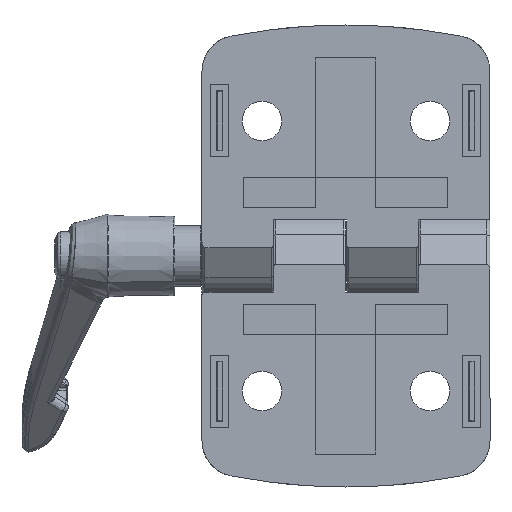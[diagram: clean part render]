
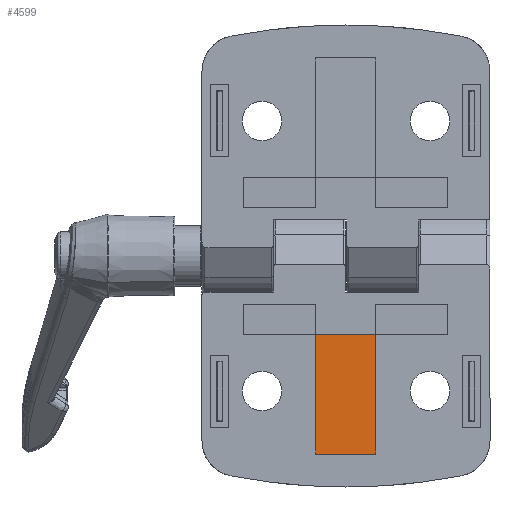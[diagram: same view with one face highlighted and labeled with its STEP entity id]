
A CAD part, front view. The second image highlights one B-rep face of the part: STEP entity #4599.
In plain terms, the highlighted planar face has unit normal (0, -1, 0).
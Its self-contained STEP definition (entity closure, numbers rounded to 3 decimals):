
#4123 = EDGE_LOOP ( 'NONE', ( #5361, #5362, #5363, #5359 ) ) ;
#4193 = VERTEX_POINT ( 'NONE', #13280 ) ;
#4194 = VERTEX_POINT ( 'NONE', #13281 ) ;
#4195 = VERTEX_POINT ( 'NONE', #13282 ) ;
#4196 = VERTEX_POINT ( 'NONE', #13283 ) ;
#4523 = EDGE_CURVE ( 'NONE', #4194, #4193, #14465, .T. ) ;
#4525 = EDGE_CURVE ( 'NONE', #4195, #4194, #14471, .T. ) ;
#4527 = EDGE_CURVE ( 'NONE', #4196, #4195, #14477, .T. ) ;
#4529 = EDGE_CURVE ( 'NONE', #4193, #4196, #14483, .T. ) ;
#4599 = ADVANCED_FACE ( 'NONE', ( #15423 ), #14967, .T. ) ;
#5359 = ORIENTED_EDGE ( 'NONE', *, *, #4525, .T. ) ;
#5361 = ORIENTED_EDGE ( 'NONE', *, *, #4523, .T. ) ;
#5362 = ORIENTED_EDGE ( 'NONE', *, *, #4529, .T. ) ;
#5363 = ORIENTED_EDGE ( 'NONE', *, *, #4527, .T. ) ;
#10688 = VECTOR ( 'NONE', #14467, 1000. ) ;
#10690 = VECTOR ( 'NONE', #14473, 1000. ) ;
#10692 = VECTOR ( 'NONE', #14479, 1000. ) ;
#10694 = VECTOR ( 'NONE', #14485, 1000. ) ;
#13280 = CARTESIAN_POINT ( 'NONE',  ( -5., 1.5, -33. ) ) ;
#13281 = CARTESIAN_POINT ( 'NONE',  ( -5., 1.5, -13.01 ) ) ;
#13282 = CARTESIAN_POINT ( 'NONE',  ( 5., 1.5, -13.01 ) ) ;
#13283 = CARTESIAN_POINT ( 'NONE',  ( 5., 1.5, -33. ) ) ;
#14465 = LINE ( 'NONE', #14466, #10688 ) ;
#14466 = CARTESIAN_POINT ( 'NONE',  ( -5., 1.5, -13.01 ) ) ;
#14467 = DIRECTION ( 'NONE',  ( 0., 0., -1. ) ) ;
#14471 = LINE ( 'NONE', #14472, #10690 ) ;
#14472 = CARTESIAN_POINT ( 'NONE',  ( -5., 1.5, -13.01 ) ) ;
#14473 = DIRECTION ( 'NONE',  ( -1., 0., 0. ) ) ;
#14477 = LINE ( 'NONE', #14478, #10692 ) ;
#14478 = CARTESIAN_POINT ( 'NONE',  ( 5., 1.5, -13.01 ) ) ;
#14479 = DIRECTION ( 'NONE',  ( 0., 0., 1. ) ) ;
#14483 = LINE ( 'NONE', #14484, #10694 ) ;
#14484 = CARTESIAN_POINT ( 'NONE',  ( -5., 1.5, -33. ) ) ;
#14485 = DIRECTION ( 'NONE',  ( 1., 0., 0. ) ) ;
#14967 = PLANE ( 'NONE',  #15426 ) ;
#14968 = CARTESIAN_POINT ( 'NONE',  ( -5., 1.5, -33. ) ) ;
#14969 = DIRECTION ( 'NONE',  ( 0., -1., 0. ) ) ;
#14970 = DIRECTION ( 'NONE',  ( 0., 0., -1. ) ) ;
#15423 = FACE_OUTER_BOUND ( 'NONE', #4123, .T. ) ;
#15426 = AXIS2_PLACEMENT_3D ( 'NONE', #14968, #14969, #14970 ) ;
